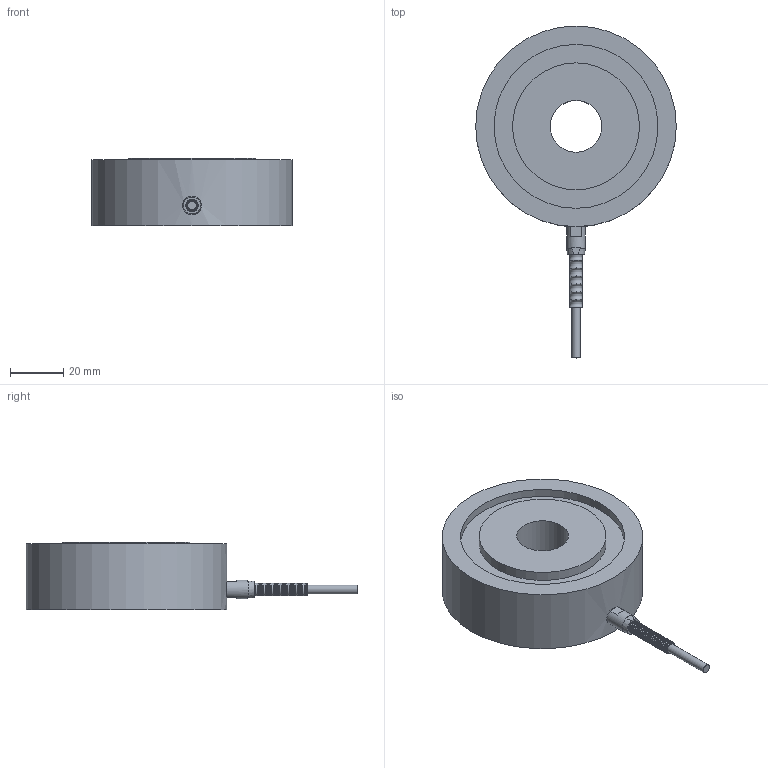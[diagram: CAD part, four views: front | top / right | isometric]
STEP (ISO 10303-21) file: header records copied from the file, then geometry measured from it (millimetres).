
FILE_DESCRIPTION(/* description */ (''),/* implementation_level */ '2;1');
FILE_NAME(/* name */ 'LTH500 3-4 ID Cable.stp',/* time_stamp */ '2018-05-30T17:00:18-07:00',/* author */ ('richard'),/* organization */ (''),/* preprocessor_version */ 'ST-DEVELOPER v16.13',/* originating_system */ 'Autodesk Inventor 2018',/* authorisation */ '');
FILE_SCHEMA (('CONFIG_CONTROL_DESIGN'));
Length unit declared in the file: inch
Products named in the file (3): Assembly1; LTH500 3-4 ID Cable; PART1
Assembly tree (2 placements, depth 3):
  Assembly1
    LTH500 3-4 ID Cable
      PART1
Bounding box: 75.69 x 125.18 x 25.4 mm (x, y, z)
Volume: 99685.9 mm3; surface area: 18833.4 mm2
Topology: 1 solids, 3 shells, 109 faces, 222 edges, 127 vertices
Faces by surface type: torus 60, plane 26, cylinder 15, cone 8
Full cylindrical faces by diameter (mm): 3.302 x3, 3.937 x1, 4.76 x1, 5.334 x1, 5.555 x1, 5.791 x1, 7.061 x1, 19.558 x1, 45.822 x1, 47.854 x1, 61.824 x1, 63.856 x1, 75.692 x1
Entity records: 2490 total; most frequent: DIRECTION 458, CARTESIAN_POINT 452, ORIENTED_EDGE 262, AXIS2_PLACEMENT_3D 219, EDGE_LOOP 198, EDGE_CURVE 131, VERTEX_POINT 115, FACE_OUTER_BOUND 109
